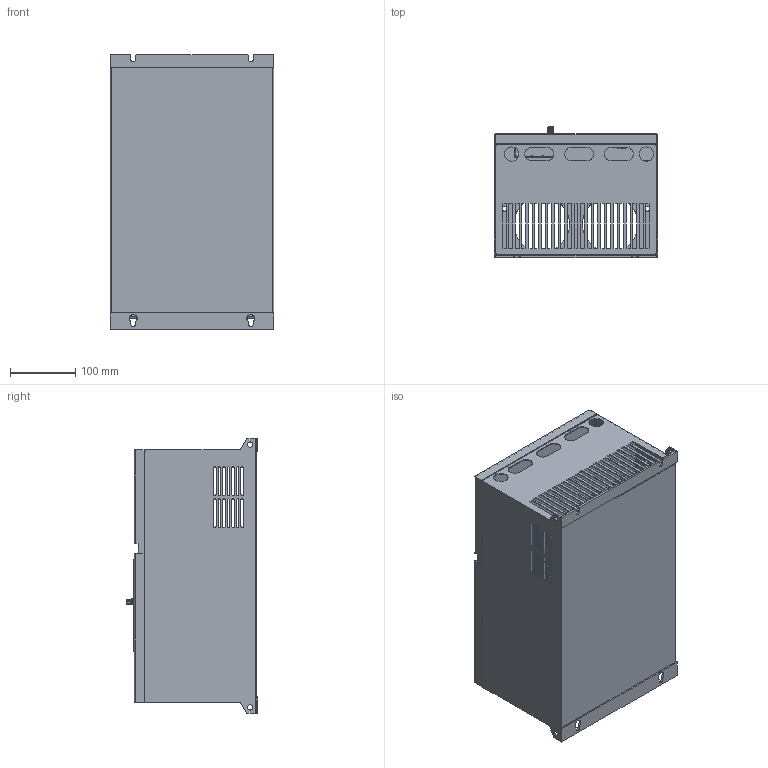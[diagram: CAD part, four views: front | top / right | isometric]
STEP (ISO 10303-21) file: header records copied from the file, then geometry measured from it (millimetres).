
FILE_DESCRIPTION (( 'STEP AP203' ), '1' );
FILE_NAME ('740_22 曷騙语痤耱栩黖1.STEP', '2023-07-19T11:28:38', ( '' ), ( '' ), 'SwSTEP 2.0', 'SolidWorks 2022', '' );
FILE_SCHEMA (( 'CONFIG_CONTROL_DESIGN' ));
Products named in the file (1): 740_22 кВт_Упростить_1
Bounding box: 250 x 201.6 x 420 mm (x, y, z)
Volume: 775730.8 mm3; surface area: 1112127.7 mm2
Topology: 1 solids, 1 shells, 2463 faces, 6838 edges, 4370 vertices
Faces by surface type: plane 1691, cylinder 676, cone 42, torus 20, sphere 20, bspline 14
Entity records: 80048 total; most frequent: CARTESIAN_POINT 15344, ORIENTED_EDGE 13618, DIRECTION 13246, EDGE_CURVE 6809, VECTOR 5120, LINE 5120, VERTEX_POINT 4359, AXIS2_PLACEMENT_3D 4063
